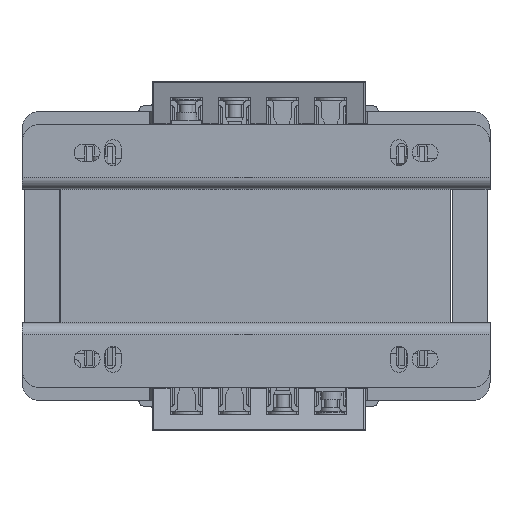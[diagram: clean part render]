
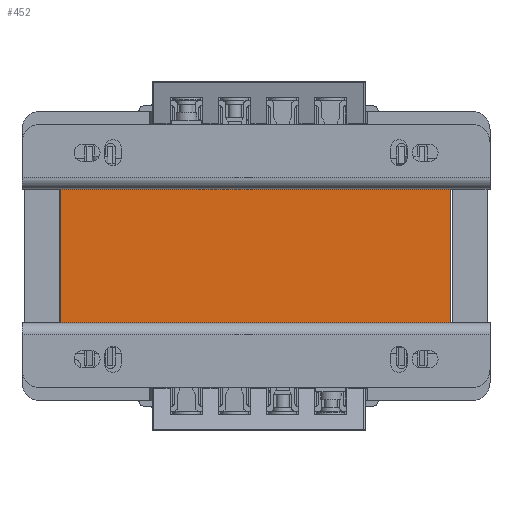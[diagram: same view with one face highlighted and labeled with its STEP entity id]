
A CAD part, front view. The second image highlights one B-rep face of the part: STEP entity #452.
In plain terms, the highlighted planar face has unit normal (0, -1, 0).
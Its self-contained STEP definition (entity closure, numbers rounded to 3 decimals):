
#45=DIRECTION('',(0.,0.,-1.));
#46=VECTOR('',#45,51.4);
#47=CARTESIAN_POINT('',(-75.,-75.,51.4));
#48=LINE('',#47,#46);
#65=DIRECTION('',(-1.,0.,0.));
#66=VECTOR('',#65,150.);
#67=CARTESIAN_POINT('',(75.,-75.,0.));
#68=LINE('',#67,#66);
#69=DIRECTION('',(0.,0.,-1.));
#70=VECTOR('',#69,51.4);
#71=CARTESIAN_POINT('',(75.,-75.,51.4));
#72=LINE('',#71,#70);
#85=DIRECTION('',(-1.,0.,0.));
#86=VECTOR('',#85,150.);
#87=CARTESIAN_POINT('',(75.,-75.,51.4));
#88=LINE('',#87,#86);
#257=CARTESIAN_POINT('',(-75.,-75.,0.));
#259=VERTEX_POINT('',#257);
#261=CARTESIAN_POINT('',(75.,-75.,0.));
#262=VERTEX_POINT('',#261);
#299=CARTESIAN_POINT('',(-75.,-75.,51.4));
#300=VERTEX_POINT('',#299);
#303=CARTESIAN_POINT('',(75.,-75.,51.4));
#304=VERTEX_POINT('',#303);
#440=CARTESIAN_POINT('',(-75.,-75.,0.));
#441=DIRECTION('',(0.,-1.,0.));
#442=DIRECTION('',(1.,0.,0.));
#443=AXIS2_PLACEMENT_3D('',#440,#441,#442);
#444=PLANE('',#443);
#445=ORIENTED_EDGE('',*,*,#344,.T.);
#446=ORIENTED_EDGE('',*,*,#407,.F.);
#448=ORIENTED_EDGE('',*,*,#447,.F.);
#449=ORIENTED_EDGE('',*,*,#432,.T.);
#450=EDGE_LOOP('',(#445,#446,#448,#449));
#451=FACE_OUTER_BOUND('',#450,.F.);
#344=EDGE_CURVE('',#262,#259,#68,.T.);
#407=EDGE_CURVE('',#300,#259,#48,.T.);
#432=EDGE_CURVE('',#304,#262,#72,.T.);
#447=EDGE_CURVE('',#304,#300,#88,.T.);
#452=ADVANCED_FACE('',(#451),#444,.T.);
